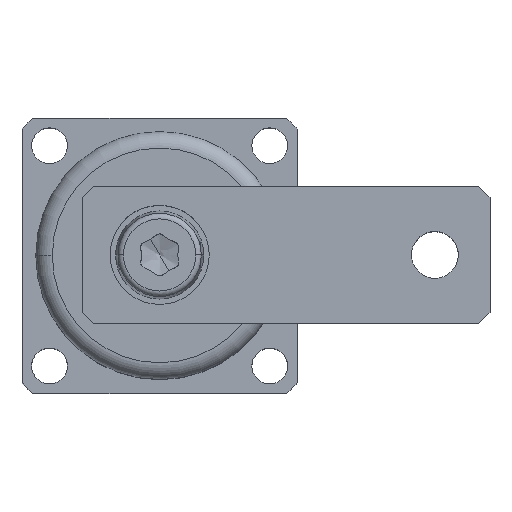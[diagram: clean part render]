
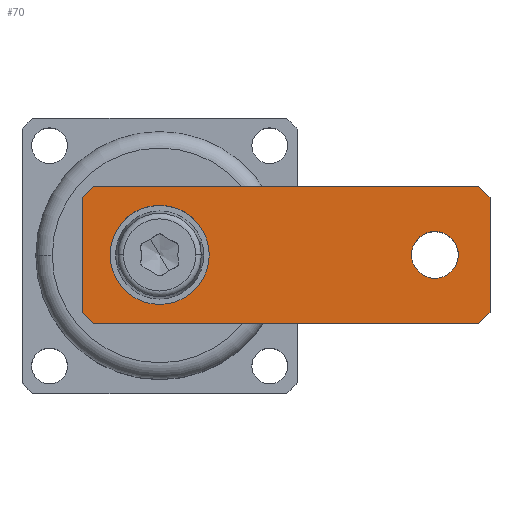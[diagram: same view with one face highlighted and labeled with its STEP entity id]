
A CAD part, top view. The second image highlights one B-rep face of the part: STEP entity #70.
In plain terms, the highlighted face is planar.
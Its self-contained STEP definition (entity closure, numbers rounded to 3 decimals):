
#70 = ADVANCED_FACE ( 'NONE', ( #5545, #5544, #5543 ), #4865, .F. ) ;
#235 = AXIS2_PLACEMENT_3D ( 'NONE', #2802, #2801, #2800 ) ;
#267 = AXIS2_PLACEMENT_3D ( 'NONE', #735, #734, #729 ) ;
#383 = AXIS2_PLACEMENT_3D ( 'NONE', #2813, #2812, #2811 ) ;
#729 = DIRECTION ( 'NONE',  ( 0., 0., 1. ) ) ;
#734 = DIRECTION ( 'NONE',  ( 0., 1., 0. ) ) ;
#735 = CARTESIAN_POINT ( 'NONE',  ( 14., 25., 0. ) ) ;
#1130 = CARTESIAN_POINT ( 'NONE',  ( 0., 25., 12.5 ) ) ;
#1131 = DIRECTION ( 'NONE',  ( 0.707, 0., 0.707 ) ) ;
#1136 = CARTESIAN_POINT ( 'NONE',  ( 2., 25., 12.5 ) ) ;
#1179 = DIRECTION ( 'NONE',  ( 0.707, 0., -0.707 ) ) ;
#1180 = CARTESIAN_POINT ( 'NONE',  ( 72., 25., 12.5 ) ) ;
#1183 = CARTESIAN_POINT ( 'NONE',  ( 74., 25., -10.5 ) ) ;
#1188 = DIRECTION ( 'NONE',  ( -0.707, 0., -0.707 ) ) ;
#1225 = DIRECTION ( 'NONE',  ( -1., 0., 0. ) ) ;
#1246 = CARTESIAN_POINT ( 'NONE',  ( 0., 25., -12.5 ) ) ;
#1247 = DIRECTION ( 'NONE',  ( -1., 0., 0. ) ) ;
#1275 = DIRECTION ( 'NONE',  ( -0.707, 0., 0.707 ) ) ;
#1276 = CARTESIAN_POINT ( 'NONE',  ( 0., 25., -10.5 ) ) ;
#2007 = ORIENTED_EDGE ( 'NONE', *, *, #4205, .F. ) ;
#2008 = ORIENTED_EDGE ( 'NONE', *, *, #4251, .F. ) ;
#2017 = ORIENTED_EDGE ( 'NONE', *, *, #4225, .F. ) ;
#2024 = ORIENTED_EDGE ( 'NONE', *, *, #4658, .T. ) ;
#2025 = ORIENTED_EDGE ( 'NONE', *, *, #4659, .F. ) ;
#2026 = ORIENTED_EDGE ( 'NONE', *, *, #4209, .F. ) ;
#2027 = ORIENTED_EDGE ( 'NONE', *, *, #4198, .F. ) ;
#2032 = ORIENTED_EDGE ( 'NONE', *, *, #4231, .T. ) ;
#2033 = ORIENTED_EDGE ( 'NONE', *, *, #4605, .T. ) ;
#2035 = ORIENTED_EDGE ( 'NONE', *, *, #4646, .T. ) ;
#2036 = ORIENTED_EDGE ( 'NONE', *, *, #4632, .T. ) ;
#2037 = ORIENTED_EDGE ( 'NONE', *, *, #4604, .T. ) ;
#2578 = EDGE_LOOP ( 'NONE', ( #2025, #2033, #2032, #2037, #2036, #2035, #2017, #2024 ) ) ;
#2736 = DIRECTION ( 'NONE',  ( 0., 0., -1. ) ) ;
#2738 = CARTESIAN_POINT ( 'NONE',  ( 74., 25., 12.5 ) ) ;
#2764 = DIRECTION ( 'NONE',  ( 0., 0., -1. ) ) ;
#2765 = CARTESIAN_POINT ( 'NONE',  ( 0., 25., 12.5 ) ) ;
#2800 = DIRECTION ( 'NONE',  ( 0., 0., 1. ) ) ;
#2801 = DIRECTION ( 'NONE',  ( 0., 1., 0. ) ) ;
#2802 = CARTESIAN_POINT ( 'NONE',  ( 64., 25., 0. ) ) ;
#2811 = DIRECTION ( 'NONE',  ( 0., 0., 1. ) ) ;
#2812 = DIRECTION ( 'NONE',  ( 0., 1., 0. ) ) ;
#2813 = CARTESIAN_POINT ( 'NONE',  ( 14., 25., 0. ) ) ;
#2836 = DIRECTION ( 'NONE',  ( 0., 0., 1. ) ) ;
#2837 = DIRECTION ( 'NONE',  ( 0., 1., 0. ) ) ;
#2838 = CARTESIAN_POINT ( 'NONE',  ( 64., 25., 0. ) ) ;
#3506 = LINE ( 'NONE', #1130, #3564 ) ;
#3511 = LINE ( 'NONE', #1276, #3550 ) ;
#3518 = LINE ( 'NONE', #1246, #3544 ) ;
#3544 = VECTOR ( 'NONE', #1247, 1000. ) ;
#3550 = VECTOR ( 'NONE', #1275, 1000. ) ;
#3564 = VECTOR ( 'NONE', #1225, 1000. ) ;
#3570 = VECTOR ( 'NONE', #1131, 1000. ) ;
#3578 = LINE ( 'NONE', #1180, #3587 ) ;
#3579 = LINE ( 'NONE', #1183, #3581 ) ;
#3581 = VECTOR ( 'NONE', #1188, 1000. ) ;
#3587 = VECTOR ( 'NONE', #1179, 1000. ) ;
#3680 = LINE ( 'NONE', #1136, #3570 ) ;
#3835 = CARTESIAN_POINT ( 'NONE',  ( 64., 25., -4.25 ) ) ;
#3854 = CARTESIAN_POINT ( 'NONE',  ( 2., 25., -12.5 ) ) ;
#3860 = CARTESIAN_POINT ( 'NONE',  ( 64., 25., 4.25 ) ) ;
#3890 = CARTESIAN_POINT ( 'NONE',  ( 74., 25., -10.5 ) ) ;
#3903 = CARTESIAN_POINT ( 'NONE',  ( 0., 25., 10.5 ) ) ;
#3905 = CARTESIAN_POINT ( 'NONE',  ( 14., 25., 9. ) ) ;
#3953 = CARTESIAN_POINT ( 'NONE',  ( 14., 25., -9. ) ) ;
#3966 = CARTESIAN_POINT ( 'NONE',  ( 0., 25., -10.5 ) ) ;
#3968 = CARTESIAN_POINT ( 'NONE',  ( 72., 25., -12.5 ) ) ;
#3991 = CARTESIAN_POINT ( 'NONE',  ( 72., 25., 12.5 ) ) ;
#4073 = CARTESIAN_POINT ( 'NONE',  ( 74., 25., 10.5 ) ) ;
#4081 = CARTESIAN_POINT ( 'NONE',  ( 2., 25., 12.5 ) ) ;
#4198 = EDGE_CURVE ( 'NONE', #5123, #5141, #5290, .T. ) ;
#4205 = EDGE_CURVE ( 'NONE', #4999, #5026, #5278, .T. ) ;
#4209 = EDGE_CURVE ( 'NONE', #5141, #5123, #5272, .T. ) ;
#4225 = EDGE_CURVE ( 'NONE', #5027, #5020, #5243, .T. ) ;
#4231 = EDGE_CURVE ( 'NONE', #4933, #5047, #5234, .T. ) ;
#4251 = EDGE_CURVE ( 'NONE', #5026, #4999, #5200, .T. ) ;
#4604 = EDGE_CURVE ( 'NONE', #5047, #4993, #3579, .T. ) ;
#4605 = EDGE_CURVE ( 'NONE', #4902, #4933, #3578, .T. ) ;
#4632 = EDGE_CURVE ( 'NONE', #4993, #5069, #3518, .T. ) ;
#4646 = EDGE_CURVE ( 'NONE', #5069, #5020, #3511, .T. ) ;
#4658 = EDGE_CURVE ( 'NONE', #5027, #4934, #3680, .T. ) ;
#4659 = EDGE_CURVE ( 'NONE', #4902, #4934, #3506, .T. ) ;
#4732 = AXIS2_PLACEMENT_3D ( 'NONE', #4881, #4877, #4882 ) ;
#4775 = AXIS2_PLACEMENT_3D ( 'NONE', #2838, #2837, #2836 ) ;
#4865 = PLANE ( 'NONE',  #4732 ) ;
#4877 = DIRECTION ( 'NONE',  ( 0., -1., 0. ) ) ;
#4881 = CARTESIAN_POINT ( 'NONE',  ( 0., 25., 12.5 ) ) ;
#4882 = DIRECTION ( 'NONE',  ( 0., 0., -1. ) ) ;
#4902 = VERTEX_POINT ( 'NONE', #3991 ) ;
#4933 = VERTEX_POINT ( 'NONE', #4073 ) ;
#4934 = VERTEX_POINT ( 'NONE', #4081 ) ;
#4993 = VERTEX_POINT ( 'NONE', #3968 ) ;
#4999 = VERTEX_POINT ( 'NONE', #3953 ) ;
#5020 = VERTEX_POINT ( 'NONE', #3966 ) ;
#5026 = VERTEX_POINT ( 'NONE', #3905 ) ;
#5027 = VERTEX_POINT ( 'NONE', #3903 ) ;
#5047 = VERTEX_POINT ( 'NONE', #3890 ) ;
#5069 = VERTEX_POINT ( 'NONE', #3854 ) ;
#5123 = VERTEX_POINT ( 'NONE', #3860 ) ;
#5141 = VERTEX_POINT ( 'NONE', #3835 ) ;
#5200 = CIRCLE ( 'NONE', #267, 9. ) ;
#5231 = VECTOR ( 'NONE', #2736, 1000. ) ;
#5234 = LINE ( 'NONE', #2738, #5231 ) ;
#5241 = VECTOR ( 'NONE', #2764, 1000. ) ;
#5243 = LINE ( 'NONE', #2765, #5241 ) ;
#5272 = CIRCLE ( 'NONE', #235, 4.25 ) ;
#5278 = CIRCLE ( 'NONE', #383, 9. ) ;
#5290 = CIRCLE ( 'NONE', #4775, 4.25 ) ;
#5543 = FACE_OUTER_BOUND ( 'NONE', #2578, .T. ) ;
#5544 = FACE_BOUND ( 'NONE', #5661, .T. ) ;
#5545 = FACE_BOUND ( 'NONE', #5648, .T. ) ;
#5648 = EDGE_LOOP ( 'NONE', ( #2008, #2007 ) ) ;
#5661 = EDGE_LOOP ( 'NONE', ( #2027, #2026 ) ) ;
